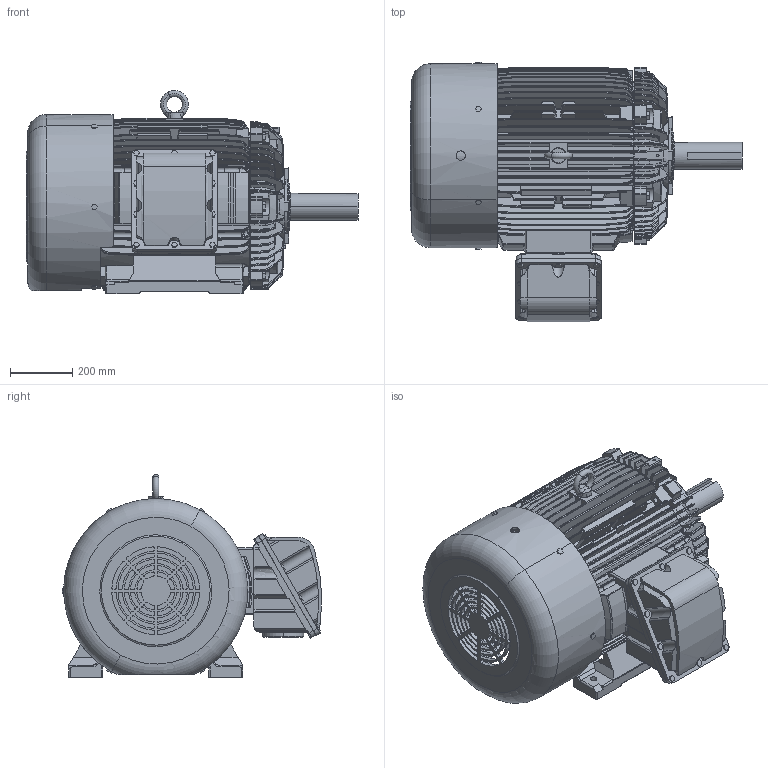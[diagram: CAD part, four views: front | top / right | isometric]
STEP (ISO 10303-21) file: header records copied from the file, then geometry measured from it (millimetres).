
FILE_DESCRIPTION(('CATIA V5 STEP Exchange'),'2;1');
FILE_NAME('3A043A124.stp','2013-12-18T06:41:56+00:00',('none'),('none'),'Unofficial Packaging Version','CATIA V5 STEP AP203','none');
FILE_SCHEMA(('CONFIG_CONTROL_DESIGN'));
Products named in the file (1): #14
Bounding box: 1068.05 x 835.16 x 653.39 mm (x, y, z)
Volume: 143251190.3 mm3; surface area: 6434446.5 mm2
Topology: 7 solids, 21 shells, 4642 faces, 11975 edges, 7439 vertices
Faces by surface type: cylinder 1560, plane 1234, bspline 1214, cone 401, torus 184, extrusion 43, sphere 6
Entity records: 213407 total; most frequent: CARTESIAN_POINT 118865, ORIENTED_EDGE 23906, EDGE_CURVE 11953, DIRECTION 11764, VERTEX_POINT 7438, AXIS2_PLACEMENT_3D 5302, B_SPLINE_CURVE_WITH_KNOTS 5209, EDGE_LOOP 4865
